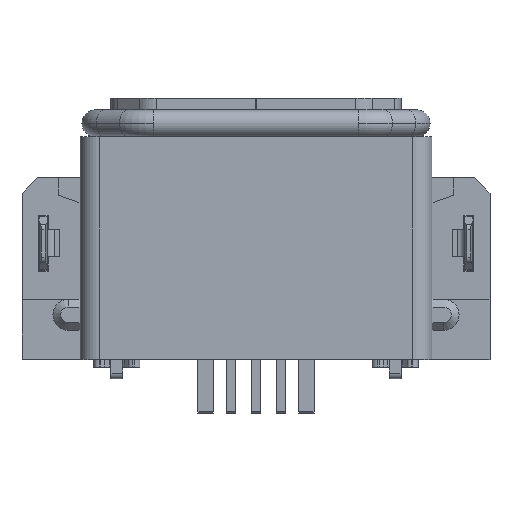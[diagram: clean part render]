
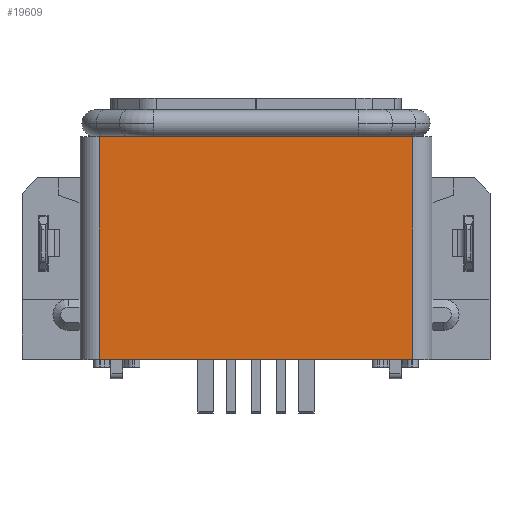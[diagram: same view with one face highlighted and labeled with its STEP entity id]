
A CAD part, top view. The second image highlights one B-rep face of the part: STEP entity #19609.
In plain terms, the highlighted planar face has unit normal (0, 0, 1).
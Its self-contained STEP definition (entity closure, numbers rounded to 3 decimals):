
#585 = CARTESIAN_POINT ( 'NONE',  ( 9.231, -11.115, -7.755 ) ) ;
#1603 = VECTOR ( 'NONE', #18262, 1000. ) ;
#1645 = EDGE_CURVE ( 'NONE', #5285, #8085, #21840, .T. ) ;
#2398 = CARTESIAN_POINT ( 'NONE',  ( 1.131, -5.365, -7.755 ) ) ;
#3235 = VECTOR ( 'NONE', #12163, 1000. ) ;
#3481 = VECTOR ( 'NONE', #4948, 1000. ) ;
#3537 = VERTEX_POINT ( 'NONE', #12721 ) ;
#3576 = VERTEX_POINT ( 'NONE', #585 ) ;
#4948 = DIRECTION ( 'NONE',  ( 0., -1., 0. ) ) ;
#5285 = VERTEX_POINT ( 'NONE', #8701 ) ;
#5449 = ORIENTED_EDGE ( 'NONE', *, *, #1645, .T. ) ;
#8085 = VERTEX_POINT ( 'NONE', #13044 ) ;
#8445 = EDGE_CURVE ( 'NONE', #3576, #8085, #20822, .T. ) ;
#8458 = DIRECTION ( 'NONE',  ( 1., 0., 0. ) ) ;
#8701 = CARTESIAN_POINT ( 'NONE',  ( 1.131, -5.365, -7.755 ) ) ;
#10473 = CARTESIAN_POINT ( 'NONE',  ( 5.181, -8.24, -7.755 ) ) ;
#11571 = ORIENTED_EDGE ( 'NONE', *, *, #24708, .T. ) ;
#12163 = DIRECTION ( 'NONE',  ( -1., 0., 0. ) ) ;
#12721 = CARTESIAN_POINT ( 'NONE',  ( 9.231, -5.365, -7.755 ) ) ;
#13044 = CARTESIAN_POINT ( 'NONE',  ( 1.131, -11.115, -7.755 ) ) ;
#13587 = CARTESIAN_POINT ( 'NONE',  ( 9.231, -11.115, -7.755 ) ) ;
#14434 = CARTESIAN_POINT ( 'NONE',  ( 9.231, -5.365, -7.755 ) ) ;
#16719 = DIRECTION ( 'NONE',  ( 0., 0., 1. ) ) ;
#17782 = ORIENTED_EDGE ( 'NONE', *, *, #8445, .F. ) ;
#18262 = DIRECTION ( 'NONE',  ( 0., 1., 0. ) ) ;
#18410 = LINE ( 'NONE', #13587, #1603 ) ;
#19609 = ADVANCED_FACE ( 'NONE', ( #20970 ), #21381, .T. ) ;
#20694 = EDGE_CURVE ( 'NONE', #3576, #3537, #18410, .T. ) ;
#20822 = LINE ( 'NONE', #21095, #3235 ) ;
#20835 = LINE ( 'NONE', #14434, #21076 ) ;
#20970 = FACE_OUTER_BOUND ( 'NONE', #26784, .T. ) ;
#21076 = VECTOR ( 'NONE', #27761, 1000. ) ;
#21095 = CARTESIAN_POINT ( 'NONE',  ( 9.231, -11.115, -7.755 ) ) ;
#21381 = PLANE ( 'NONE',  #24629 ) ;
#21840 = LINE ( 'NONE', #2398, #3481 ) ;
#24629 = AXIS2_PLACEMENT_3D ( 'NONE', #10473, #16719, #8458 ) ;
#24708 = EDGE_CURVE ( 'NONE', #3537, #5285, #20835, .T. ) ;
#25744 = ORIENTED_EDGE ( 'NONE', *, *, #20694, .T. ) ;
#26784 = EDGE_LOOP ( 'NONE', ( #17782, #25744, #11571, #5449 ) ) ;
#27761 = DIRECTION ( 'NONE',  ( -1., 0., 0. ) ) ;
